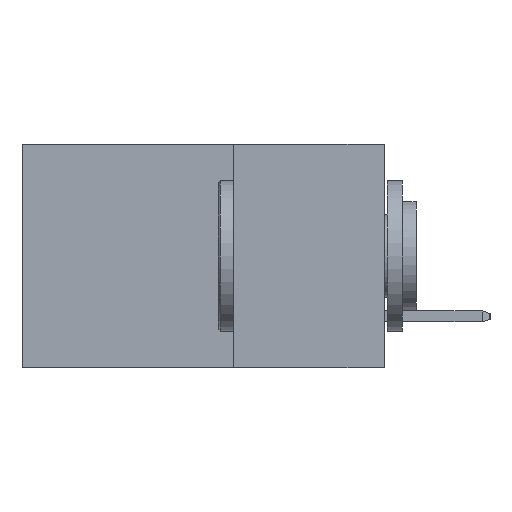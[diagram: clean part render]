
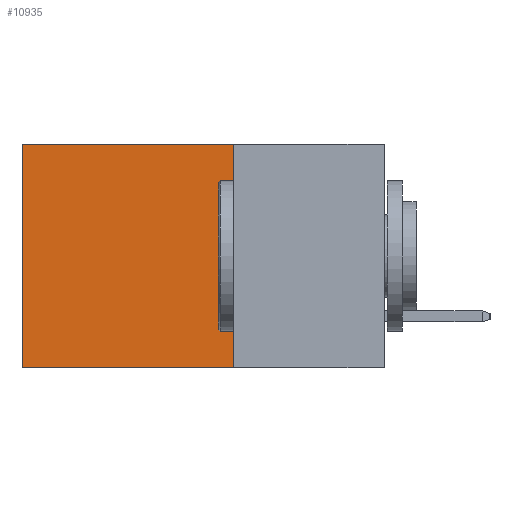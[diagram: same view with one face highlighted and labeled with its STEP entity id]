
A CAD part, left-side view. The second image highlights one B-rep face of the part: STEP entity #10935.
In plain terms, the highlighted planar face has unit normal (-1, 0, 0).
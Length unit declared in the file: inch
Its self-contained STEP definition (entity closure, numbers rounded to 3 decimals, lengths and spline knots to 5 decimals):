
#668 = CARTESIAN_POINT ( 'NONE',  ( 0.2615, 0.25, -0.37 ) ) ;
#1146 = VERTEX_POINT ( 'NONE', #10556 ) ;
#1660 = DIRECTION ( 'NONE',  ( 0., 0., -1. ) ) ;
#1842 = CARTESIAN_POINT ( 'NONE',  ( 0.2615, 0.25, 0. ) ) ;
#2422 = CARTESIAN_POINT ( 'NONE',  ( 0.2615, 0.6, -0.37 ) ) ;
#2596 = AXIS2_PLACEMENT_3D ( 'NONE', #5762, #5817, #14402 ) ;
#2862 = ORIENTED_EDGE ( 'NONE', *, *, #12541, .F. ) ;
#3042 = LINE ( 'NONE', #10266, #12107 ) ;
#3401 = ORIENTED_EDGE ( 'NONE', *, *, #10305, .T. ) ;
#4575 = PLANE ( 'NONE',  #2596 ) ;
#5192 = VECTOR ( 'NONE', #9248, 39.37008 ) ;
#5762 = CARTESIAN_POINT ( 'NONE',  ( 0.2615, 0.25, -0.37 ) ) ;
#5817 = DIRECTION ( 'NONE',  ( 1., 0., 0. ) ) ;
#5834 = CARTESIAN_POINT ( 'NONE',  ( 0.2615, 0.25, 0. ) ) ;
#6108 = LINE ( 'NONE', #7648, #14732 ) ;
#7056 = DIRECTION ( 'NONE',  ( 0., 1., 0. ) ) ;
#7372 = ORIENTED_EDGE ( 'NONE', *, *, #11917, .T. ) ;
#7648 = CARTESIAN_POINT ( 'NONE',  ( 0.2615, 0.6, -0.37 ) ) ;
#8903 = DIRECTION ( 'NONE',  ( 0., 0., -1. ) ) ;
#9248 = DIRECTION ( 'NONE',  ( 0., 1., 0. ) ) ;
#9432 = LINE ( 'NONE', #5834, #15495 ) ;
#9839 = FACE_OUTER_BOUND ( 'NONE', #14170, .T. ) ;
#10140 = EDGE_CURVE ( 'NONE', #1146, #14761, #14580, .T. ) ;
#10266 = CARTESIAN_POINT ( 'NONE',  ( 0.2615, 0.25, -0.37 ) ) ;
#10305 = EDGE_CURVE ( 'NONE', #11407, #12255, #9432, .T. ) ;
#10556 = CARTESIAN_POINT ( 'NONE',  ( 0.2615, 0.25, -0.37 ) ) ;
#10935 = ADVANCED_FACE ( 'NONE', ( #9839 ), #4575, .F. ) ;
#11407 = VERTEX_POINT ( 'NONE', #1842 ) ;
#11917 = EDGE_CURVE ( 'NONE', #12255, #14761, #6108, .T. ) ;
#12107 = VECTOR ( 'NONE', #1660, 39.37008 ) ;
#12255 = VERTEX_POINT ( 'NONE', #14618 ) ;
#12541 = EDGE_CURVE ( 'NONE', #11407, #1146, #3042, .T. ) ;
#13833 = ORIENTED_EDGE ( 'NONE', *, *, #10140, .F. ) ;
#14170 = EDGE_LOOP ( 'NONE', ( #7372, #13833, #2862, #3401 ) ) ;
#14402 = DIRECTION ( 'NONE',  ( 0., 0., -1. ) ) ;
#14580 = LINE ( 'NONE', #668, #5192 ) ;
#14618 = CARTESIAN_POINT ( 'NONE',  ( 0.2615, 0.6, 0. ) ) ;
#14732 = VECTOR ( 'NONE', #8903, 39.37008 ) ;
#14761 = VERTEX_POINT ( 'NONE', #2422 ) ;
#15495 = VECTOR ( 'NONE', #7056, 39.37008 ) ;
